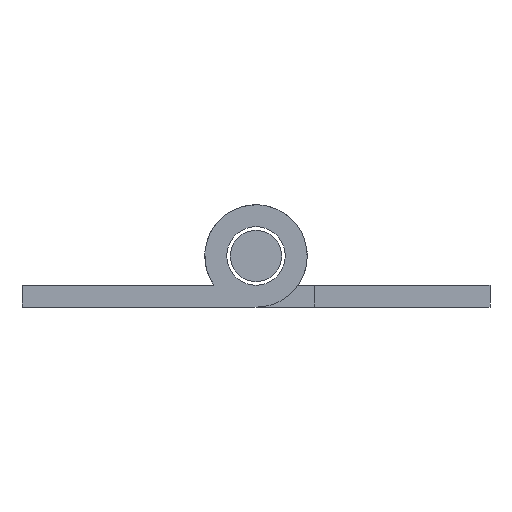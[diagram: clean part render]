
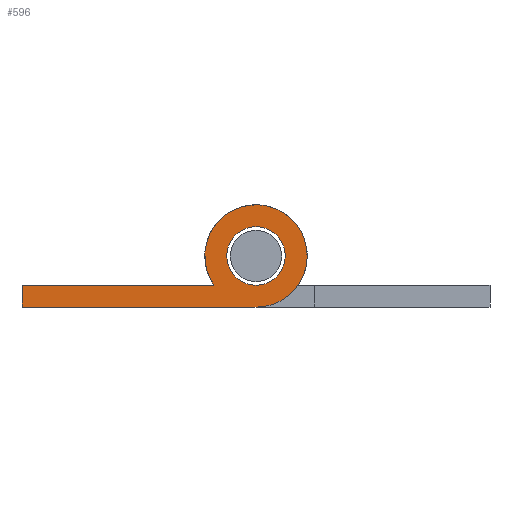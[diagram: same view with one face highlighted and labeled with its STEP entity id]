
A CAD part, front view. The second image highlights one B-rep face of the part: STEP entity #596.
In plain terms, the highlighted planar face has unit normal (0, -1, 0).
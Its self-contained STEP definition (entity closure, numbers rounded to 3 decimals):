
#381 = VECTOR ( 'NONE', #383, 1000. ) ;
#383 = DIRECTION ( 'NONE',  ( 1., 0., 0. ) ) ;
#521 = ORIENTED_EDGE ( 'NONE', *, *, #4613, .F. ) ;
#522 = EDGE_CURVE ( 'NONE', #4611, #4612, #1798, .T. ) ;
#575 = ORIENTED_EDGE ( 'NONE', *, *, #775, .T. ) ;
#576 = EDGE_LOOP ( 'NONE', ( #575, #590 ) ) ;
#578 = ORIENTED_EDGE ( 'NONE', *, *, #522, .F. ) ;
#589 = EDGE_CURVE ( 'NONE', #705, #765, #1877, .T. ) ;
#590 = ORIENTED_EDGE ( 'NONE', *, *, #589, .T. ) ;
#596 = ADVANCED_FACE ( 'NONE', ( #1931, #1930 ), #1929, .F. ) ;
#631 = EDGE_LOOP ( 'NONE', ( #578, #521, #4608, #640 ) ) ;
#637 = EDGE_CURVE ( 'NONE', #4612, #639, #1673, .T. ) ;
#639 = VERTEX_POINT ( 'NONE', #1996 ) ;
#640 = ORIENTED_EDGE ( 'NONE', *, *, #637, .F. ) ;
#705 = VERTEX_POINT ( 'NONE', #2091 ) ;
#765 = VERTEX_POINT ( 'NONE', #2152 ) ;
#775 = EDGE_CURVE ( 'NONE', #765, #705, #2140, .T. ) ;
#1673 = LINE ( 'NONE', #1932, #381 ) ;
#1791 = DIRECTION ( 'NONE',  ( 0., 0., 1. ) ) ;
#1792 = VECTOR ( 'NONE', #1791, 1000. ) ;
#1793 = CARTESIAN_POINT ( 'NONE',  ( -16., -225., -2. ) ) ;
#1798 = LINE ( 'NONE', #1793, #1792 ) ;
#1873 = DIRECTION ( 'NONE',  ( 0., 0., 1. ) ) ;
#1874 = DIRECTION ( 'NONE',  ( 0., 1., 0. ) ) ;
#1875 = CARTESIAN_POINT ( 'NONE',  ( 0., -225., 0. ) ) ;
#1876 = AXIS2_PLACEMENT_3D ( 'NONE', #1875, #1874, #1873 ) ;
#1877 = CIRCLE ( 'NONE', #1876, 2. ) ;
#1925 = DIRECTION ( 'NONE',  ( 0., 0., 1. ) ) ;
#1926 = DIRECTION ( 'NONE',  ( 0., 1., 0. ) ) ;
#1927 = CARTESIAN_POINT ( 'NONE',  ( 0., -225., 0. ) ) ;
#1928 = AXIS2_PLACEMENT_3D ( 'NONE', #1927, #1926, #1925 ) ;
#1929 = PLANE ( 'NONE',  #1928 ) ;
#1930 = FACE_BOUND ( 'NONE', #576, .T. ) ;
#1931 = FACE_OUTER_BOUND ( 'NONE', #631, .T. ) ;
#1932 = CARTESIAN_POINT ( 'NONE',  ( -2.872, -225., -2. ) ) ;
#1996 = CARTESIAN_POINT ( 'NONE',  ( -2.872, -225., -2. ) ) ;
#2091 = CARTESIAN_POINT ( 'NONE',  ( 0., -225., 2. ) ) ;
#2136 = DIRECTION ( 'NONE',  ( 0., 0., 1. ) ) ;
#2137 = DIRECTION ( 'NONE',  ( 0., 1., 0. ) ) ;
#2138 = CARTESIAN_POINT ( 'NONE',  ( 0., -225., 0. ) ) ;
#2139 = AXIS2_PLACEMENT_3D ( 'NONE', #2138, #2137, #2136 ) ;
#2140 = CIRCLE ( 'NONE', #2139, 2. ) ;
#2152 = CARTESIAN_POINT ( 'NONE',  ( 0., -225., -2. ) ) ;
#2662 = CARTESIAN_POINT ( 'NONE',  ( 0., -225., -3.5 ) ) ;
#2714 = DIRECTION ( 'NONE',  ( -1., 0., 0. ) ) ;
#2715 = VECTOR ( 'NONE', #2714, 1000. ) ;
#2716 = CARTESIAN_POINT ( 'NONE',  ( -16., -225., -3.5 ) ) ;
#2717 = LINE ( 'NONE', #2716, #2715 ) ;
#2718 = CARTESIAN_POINT ( 'NONE',  ( -16., -225., -2. ) ) ;
#2719 = CARTESIAN_POINT ( 'NONE',  ( -16., -225., -3.5 ) ) ;
#2720 = DIRECTION ( 'NONE',  ( 0., 0., 1. ) ) ;
#2721 = DIRECTION ( 'NONE',  ( 0., 1., 0. ) ) ;
#2722 = CARTESIAN_POINT ( 'NONE',  ( 0., -225., 0. ) ) ;
#2723 = AXIS2_PLACEMENT_3D ( 'NONE', #2722, #2721, #2720 ) ;
#2724 = CIRCLE ( 'NONE', #2723, 3.5 ) ;
#4608 = ORIENTED_EDGE ( 'NONE', *, *, #4610, .F. ) ;
#4609 = VERTEX_POINT ( 'NONE', #2662 ) ;
#4610 = EDGE_CURVE ( 'NONE', #639, #4609, #2724, .T. ) ;
#4611 = VERTEX_POINT ( 'NONE', #2719 ) ;
#4612 = VERTEX_POINT ( 'NONE', #2718 ) ;
#4613 = EDGE_CURVE ( 'NONE', #4609, #4611, #2717, .T. ) ;
